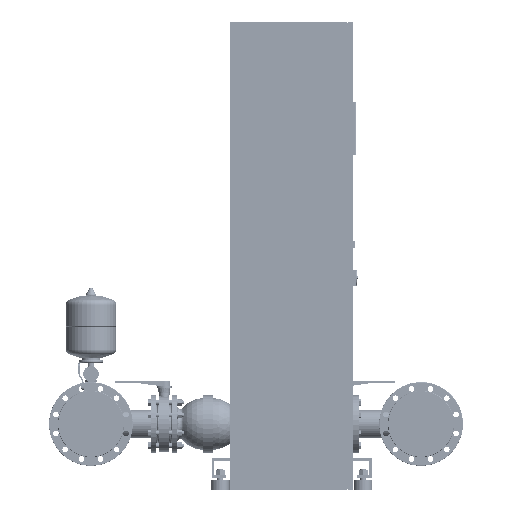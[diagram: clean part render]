
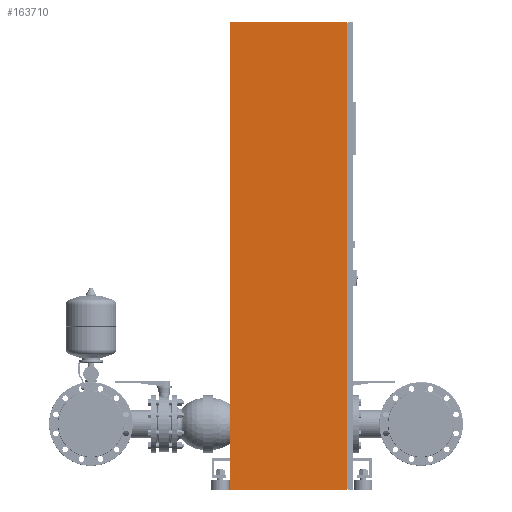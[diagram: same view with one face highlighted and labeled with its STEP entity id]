
A CAD part, left-side view. The second image highlights one B-rep face of the part: STEP entity #163710.
In plain terms, the highlighted planar face has unit normal (-1, 0, 0).
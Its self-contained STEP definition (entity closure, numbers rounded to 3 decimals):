
#163671=CARTESIAN_POINT('',(-1950.0,250.0,0.0));
#163672=DIRECTION('',(-1.0,0.0,0.0));
#163673=DIRECTION('',(0.0,-1.0,0.0));
#163674=AXIS2_PLACEMENT_3D('',#163671,#163672,#163673);
#163675=PLANE('',#163674);
#163676=CARTESIAN_POINT('',(-1950.0,-225.0,0.));
#163677=VERTEX_POINT('',#163676);
#163678=CARTESIAN_POINT('',(-1950.,-225.,1900.));
#163679=VERTEX_POINT('',#163678);
#163680=CARTESIAN_POINT('',(-1950.0,-225.0,0.));
#163681=DIRECTION('',(0.0,0.0,1.0));
#163682=VECTOR('',#163681,1900.);
#163683=LINE('',#163680,#163682);
#163684=EDGE_CURVE('',#163677,#163679,#163683,.T.);
#163685=ORIENTED_EDGE('',*,*,#163684,.T.);
#163686=CARTESIAN_POINT('',(-1950.,250.,1900.));
#163687=VERTEX_POINT('',#163686);
#163688=CARTESIAN_POINT('',(-1950.,250.,1900.));
#163689=DIRECTION('',(0.0,-1.0,0.0));
#163690=VECTOR('',#163689,475.0);
#163691=LINE('',#163688,#163690);
#163692=EDGE_CURVE('',#163687,#163679,#163691,.T.);
#163693=ORIENTED_EDGE('',*,*,#163692,.F.);
#163694=CARTESIAN_POINT('',(-1950.0,250.0,0.0));
#163695=VERTEX_POINT('',#163694);
#163696=CARTESIAN_POINT('',(-1950.,250.,1900.));
#163697=DIRECTION('',(0.0,0.0,-1.0));
#163698=VECTOR('',#163697,1900.);
#163699=LINE('',#163696,#163698);
#163700=EDGE_CURVE('',#163687,#163695,#163699,.T.);
#163701=ORIENTED_EDGE('',*,*,#163700,.T.);
#163702=CARTESIAN_POINT('',(-1950.0,250.0,0.0));
#163703=DIRECTION('',(0.0,-1.0,0.0));
#163704=VECTOR('',#163703,475.0);
#163705=LINE('',#163702,#163704);
#163706=EDGE_CURVE('',#163695,#163677,#163705,.T.);
#163707=ORIENTED_EDGE('',*,*,#163706,.T.);
#163708=EDGE_LOOP('',(#163685,#163693,#163701,#163707));
#163709=FACE_OUTER_BOUND('',#163708,.T.);
#163710=ADVANCED_FACE('',(#163709),#163675,.T.);
